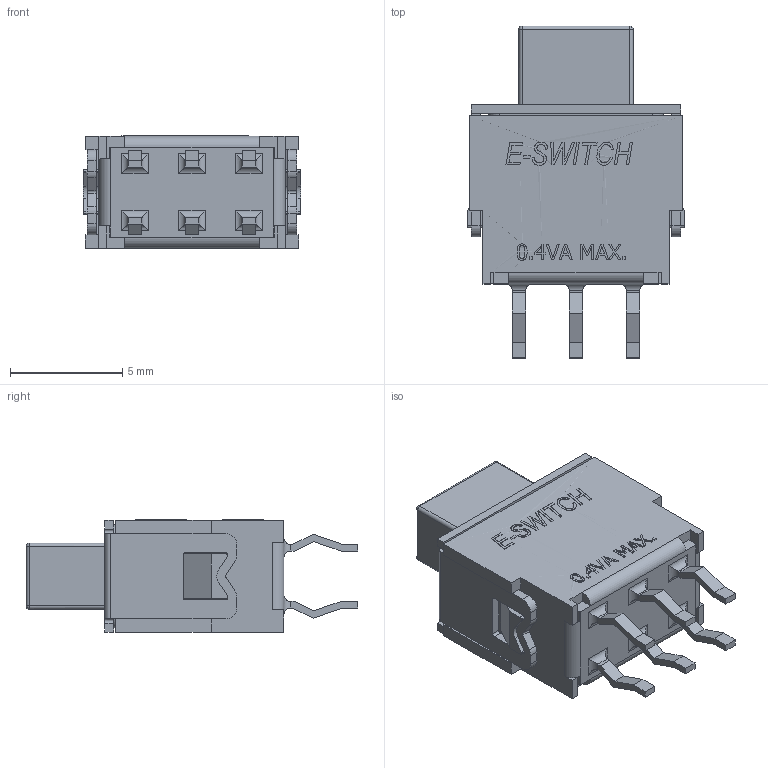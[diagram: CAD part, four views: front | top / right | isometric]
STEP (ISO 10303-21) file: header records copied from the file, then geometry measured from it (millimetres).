
FILE_DESCRIPTION((' '),'2;1');
FILE_NAME('500RDPxS1M2RE.stp','2017-08-03T09:02:32',(' '),(' '),' ','ACIS',' ');
FILE_SCHEMA(('CONFIG_CONTROL_DESIGN'));
Length unit declared in the file: inch
Products named in the file (1): 500RDPxS1M2RE.stp
Bounding box: 9.7 x 14.8 x 5.02 mm (x, y, z)
Volume: 378.5 mm3; surface area: 637.1 mm2
Topology: 1 solids, 2 shells, 525 faces, 1369 edges, 867 vertices
Faces by surface type: plane 384, cylinder 93, bspline 44, sphere 4
Entity records: 16069 total; most frequent: CARTESIAN_POINT 3273, ORIENTED_EDGE 2732, DIRECTION 2420, EDGE_CURVE 1366, VECTOR 1100, LINE 1100, VERTEX_POINT 865, AXIS2_PLACEMENT_3D 660
